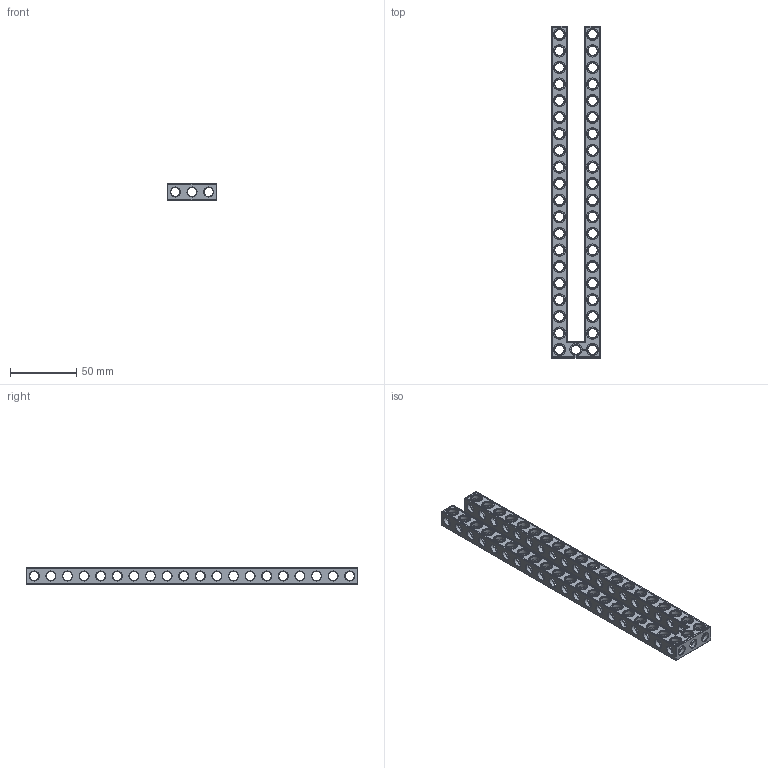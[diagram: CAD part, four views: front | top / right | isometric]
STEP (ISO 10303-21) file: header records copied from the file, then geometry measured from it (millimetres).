
FILE_DESCRIPTION(('FreeCAD Model'),'2;1');
FILE_NAME('Open CASCADE Shape Model','2022-02-22T23:40:40',( 'Paulo Kiefe'),('STEMFIE.org'),'Open CASCADE STEP processor 7.4', 'FreeCAD','Unknown');
FILE_SCHEMA(('AUTOMOTIVE_DESIGN { 1 0 10303 214 1 1 1 1 }'));
Products named in the file (1): Beam_AGD_ESS_USH_SYM_BU03x20x01_-_SPN-BEM-0319_(stemfie.org)
Bounding box: 37.5 x 250 x 12.5 mm (x, y, z)
Volume: 40077.9 mm3; surface area: 35756.3 mm2
Topology: 1 solids, 1 shells, 1004 faces, 3052 edges, 1960 vertices
Faces by surface type: plane 417, cylinder 247, extrusion 174, cone 166
Full cylindrical faces by diameter (mm): 6.98 x42, 7 x164, 9.2 x41
Entity records: 261699 total; most frequent: CARTESIAN_POINT 205286, DIRECTION 8916, ORIENTED_EDGE 6104, PCURVE 6104, DEFINITIONAL_REPRESENTATION 6104, VECTOR 5659, LINE 5485, EDGE_CURVE 3052
